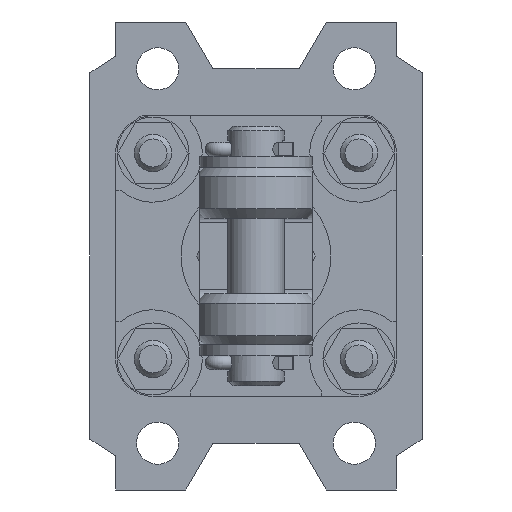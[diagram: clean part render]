
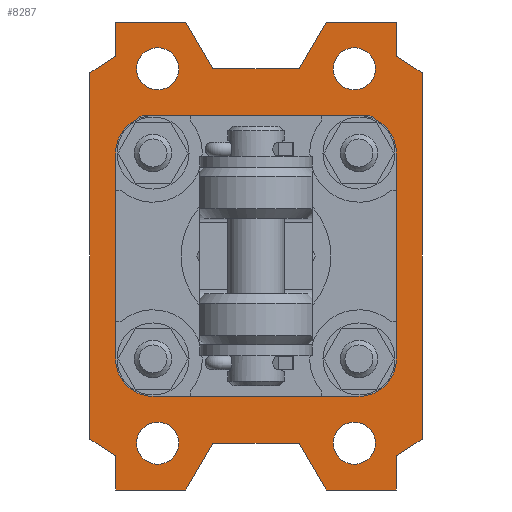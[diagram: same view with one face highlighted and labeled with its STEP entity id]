
A CAD part, left-side view. The second image highlights one B-rep face of the part: STEP entity #8287.
In plain terms, the highlighted face is planar.
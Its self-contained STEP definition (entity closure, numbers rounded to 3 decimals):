
#212=FACE_BOUND('',#1590,.T.);
#213=FACE_BOUND('',#1591,.T.);
#214=FACE_BOUND('',#1592,.T.);
#215=FACE_BOUND('',#1593,.T.);
#216=FACE_BOUND('',#1594,.T.);
#217=FACE_BOUND('',#1595,.T.);
#218=FACE_BOUND('',#1596,.T.);
#219=FACE_BOUND('',#1597,.T.);
#220=FACE_BOUND('',#1598,.T.);
#472=PLANE('',#9215);
#1046=FACE_OUTER_BOUND('',#1589,.T.);
#1589=EDGE_LOOP('',(#7376,#7377,#7378,#7379,#7380,#7381,#7382,#7383,#7384,
#7385,#7386,#7387,#7388,#7389,#7390,#7391,#7392,#7393,#7394,#7395));
#1590=EDGE_LOOP('',(#7396));
#1591=EDGE_LOOP('',(#7397));
#1592=EDGE_LOOP('',(#7398));
#1593=EDGE_LOOP('',(#7399));
#1594=EDGE_LOOP('',(#7400));
#1595=EDGE_LOOP('',(#7401));
#1596=EDGE_LOOP('',(#7402));
#1597=EDGE_LOOP('',(#7403));
#1598=EDGE_LOOP('',(#7404));
#2287=LINE('',#14143,#3071);
#2294=LINE('',#14162,#3078);
#2297=LINE('',#14167,#3081);
#2299=LINE('',#14172,#3083);
#2300=LINE('',#14174,#3084);
#2301=LINE('',#14176,#3085);
#2302=LINE('',#14178,#3086);
#2303=LINE('',#14180,#3087);
#2304=LINE('',#14182,#3088);
#2305=LINE('',#14184,#3089);
#2306=LINE('',#14186,#3090);
#2307=LINE('',#14188,#3091);
#2308=LINE('',#14190,#3092);
#2309=LINE('',#14192,#3093);
#2310=LINE('',#14194,#3094);
#2311=LINE('',#14196,#3095);
#2312=LINE('',#14198,#3096);
#2313=LINE('',#14200,#3097);
#2314=LINE('',#14202,#3098);
#2315=LINE('',#14203,#3099);
#3071=VECTOR('',#11258,10.);
#3078=VECTOR('',#11275,10.);
#3081=VECTOR('',#11280,10.);
#3083=VECTOR('',#11286,10.);
#3084=VECTOR('',#11287,10.);
#3085=VECTOR('',#11288,10.);
#3086=VECTOR('',#11289,10.);
#3087=VECTOR('',#11290,10.);
#3088=VECTOR('',#11291,10.);
#3089=VECTOR('',#11292,10.);
#3090=VECTOR('',#11293,10.);
#3091=VECTOR('',#11294,10.);
#3092=VECTOR('',#11295,10.);
#3093=VECTOR('',#11296,10.);
#3094=VECTOR('',#11297,10.);
#3095=VECTOR('',#11298,10.);
#3096=VECTOR('',#11299,10.);
#3097=VECTOR('',#11300,10.);
#3098=VECTOR('',#11301,10.);
#3099=VECTOR('',#11302,10.);
#3520=CIRCLE('',#9156,4.);
#3525=CIRCLE('',#9166,4.);
#3530=CIRCLE('',#9176,4.);
#3535=CIRCLE('',#9186,4.);
#3540=CIRCLE('',#9196,4.5);
#3542=CIRCLE('',#9199,4.5);
#3544=CIRCLE('',#9202,4.5);
#3546=CIRCLE('',#9205,4.5);
#3550=CIRCLE('',#9216,16.);
#4162=VERTEX_POINT('',#14036);
#4167=VERTEX_POINT('',#14054);
#4172=VERTEX_POINT('',#14072);
#4177=VERTEX_POINT('',#14090);
#4182=VERTEX_POINT('',#14108);
#4184=VERTEX_POINT('',#14114);
#4186=VERTEX_POINT('',#14120);
#4188=VERTEX_POINT('',#14126);
#4190=VERTEX_POINT('',#14132);
#4195=VERTEX_POINT('',#14141);
#4201=VERTEX_POINT('',#14159);
#4202=VERTEX_POINT('',#14161);
#4204=VERTEX_POINT('',#14171);
#4205=VERTEX_POINT('',#14173);
#4206=VERTEX_POINT('',#14175);
#4207=VERTEX_POINT('',#14177);
#4208=VERTEX_POINT('',#14179);
#4209=VERTEX_POINT('',#14181);
#4210=VERTEX_POINT('',#14183);
#4211=VERTEX_POINT('',#14185);
#4212=VERTEX_POINT('',#14187);
#4213=VERTEX_POINT('',#14189);
#4214=VERTEX_POINT('',#14191);
#4215=VERTEX_POINT('',#14193);
#4216=VERTEX_POINT('',#14195);
#4217=VERTEX_POINT('',#14197);
#4218=VERTEX_POINT('',#14199);
#4219=VERTEX_POINT('',#14201);
#4220=VERTEX_POINT('',#14204);
#5232=EDGE_CURVE('',#4162,#4162,#3520,.T.);
#5240=EDGE_CURVE('',#4167,#4167,#3525,.T.);
#5248=EDGE_CURVE('',#4172,#4172,#3530,.T.);
#5256=EDGE_CURVE('',#4177,#4177,#3535,.T.);
#5264=EDGE_CURVE('',#4182,#4182,#3540,.T.);
#5267=EDGE_CURVE('',#4184,#4184,#3542,.T.);
#5270=EDGE_CURVE('',#4186,#4186,#3544,.T.);
#5273=EDGE_CURVE('',#4188,#4188,#3546,.T.);
#5281=EDGE_CURVE('',#4190,#4195,#2287,.T.);
#5290=EDGE_CURVE('',#4202,#4201,#2294,.T.);
#5293=EDGE_CURVE('',#4195,#4202,#2297,.T.);
#5295=EDGE_CURVE('',#4201,#4204,#2299,.T.);
#5296=EDGE_CURVE('',#4204,#4205,#2300,.T.);
#5297=EDGE_CURVE('',#4205,#4206,#2301,.T.);
#5298=EDGE_CURVE('',#4206,#4207,#2302,.T.);
#5299=EDGE_CURVE('',#4207,#4208,#2303,.T.);
#5300=EDGE_CURVE('',#4208,#4209,#2304,.T.);
#5301=EDGE_CURVE('',#4209,#4210,#2305,.T.);
#5302=EDGE_CURVE('',#4210,#4211,#2306,.T.);
#5303=EDGE_CURVE('',#4211,#4212,#2307,.T.);
#5304=EDGE_CURVE('',#4212,#4213,#2308,.T.);
#5305=EDGE_CURVE('',#4213,#4214,#2309,.T.);
#5306=EDGE_CURVE('',#4214,#4215,#2310,.T.);
#5307=EDGE_CURVE('',#4215,#4216,#2311,.T.);
#5308=EDGE_CURVE('',#4216,#4217,#2312,.T.);
#5309=EDGE_CURVE('',#4217,#4218,#2313,.T.);
#5310=EDGE_CURVE('',#4218,#4219,#2314,.T.);
#5311=EDGE_CURVE('',#4219,#4190,#2315,.T.);
#5312=EDGE_CURVE('',#4220,#4220,#3550,.T.);
#7376=ORIENTED_EDGE('',*,*,#5295,.T.);
#7377=ORIENTED_EDGE('',*,*,#5296,.T.);
#7378=ORIENTED_EDGE('',*,*,#5297,.T.);
#7379=ORIENTED_EDGE('',*,*,#5298,.T.);
#7380=ORIENTED_EDGE('',*,*,#5299,.T.);
#7381=ORIENTED_EDGE('',*,*,#5300,.T.);
#7382=ORIENTED_EDGE('',*,*,#5301,.T.);
#7383=ORIENTED_EDGE('',*,*,#5302,.T.);
#7384=ORIENTED_EDGE('',*,*,#5303,.T.);
#7385=ORIENTED_EDGE('',*,*,#5304,.T.);
#7386=ORIENTED_EDGE('',*,*,#5305,.T.);
#7387=ORIENTED_EDGE('',*,*,#5306,.T.);
#7388=ORIENTED_EDGE('',*,*,#5307,.T.);
#7389=ORIENTED_EDGE('',*,*,#5308,.T.);
#7390=ORIENTED_EDGE('',*,*,#5309,.T.);
#7391=ORIENTED_EDGE('',*,*,#5310,.T.);
#7392=ORIENTED_EDGE('',*,*,#5311,.T.);
#7393=ORIENTED_EDGE('',*,*,#5281,.T.);
#7394=ORIENTED_EDGE('',*,*,#5293,.T.);
#7395=ORIENTED_EDGE('',*,*,#5290,.T.);
#7396=ORIENTED_EDGE('',*,*,#5232,.T.);
#7397=ORIENTED_EDGE('',*,*,#5240,.T.);
#7398=ORIENTED_EDGE('',*,*,#5248,.T.);
#7399=ORIENTED_EDGE('',*,*,#5256,.T.);
#7400=ORIENTED_EDGE('',*,*,#5264,.T.);
#7401=ORIENTED_EDGE('',*,*,#5267,.T.);
#7402=ORIENTED_EDGE('',*,*,#5270,.T.);
#7403=ORIENTED_EDGE('',*,*,#5273,.T.);
#7404=ORIENTED_EDGE('',*,*,#5312,.T.);
#8287=ADVANCED_FACE('',(#1046,#212,#213,#214,#215,#216,#217,#218,#219,#220),
#472,.T.);
#9156=AXIS2_PLACEMENT_3D('',#14037,#11133,#11134);
#9166=AXIS2_PLACEMENT_3D('',#14055,#11156,#11157);
#9176=AXIS2_PLACEMENT_3D('',#14073,#11179,#11180);
#9186=AXIS2_PLACEMENT_3D('',#14091,#11202,#11203);
#9196=AXIS2_PLACEMENT_3D('',#14109,#11225,#11226);
#9199=AXIS2_PLACEMENT_3D('',#14115,#11232,#11233);
#9202=AXIS2_PLACEMENT_3D('',#14121,#11239,#11240);
#9205=AXIS2_PLACEMENT_3D('',#14127,#11246,#11247);
#9215=AXIS2_PLACEMENT_3D('',#14170,#11284,#11285);
#9216=AXIS2_PLACEMENT_3D('',#14205,#11303,#11304);
#11133=DIRECTION('center_axis',(-1.,0.,0.));
#11134=DIRECTION('ref_axis',(0.,-1.,0.));
#11156=DIRECTION('center_axis',(-1.,0.,0.));
#11157=DIRECTION('ref_axis',(0.,-1.,0.));
#11179=DIRECTION('center_axis',(-1.,0.,0.));
#11180=DIRECTION('ref_axis',(0.,-1.,0.));
#11202=DIRECTION('center_axis',(-1.,0.,0.));
#11203=DIRECTION('ref_axis',(0.,-1.,0.));
#11225=DIRECTION('center_axis',(-1.,0.,0.));
#11226=DIRECTION('ref_axis',(0.,0.,-1.));
#11232=DIRECTION('center_axis',(-1.,0.,0.));
#11233=DIRECTION('ref_axis',(0.,0.,-1.));
#11239=DIRECTION('center_axis',(-1.,0.,0.));
#11240=DIRECTION('ref_axis',(0.,0.,-1.));
#11246=DIRECTION('center_axis',(-1.,0.,0.));
#11247=DIRECTION('ref_axis',(0.,0.,-1.));
#11258=DIRECTION('',(0.,0.,1.));
#11275=DIRECTION('',(0.,-0.5,-0.866));
#11280=DIRECTION('',(0.,-1.,0.));
#11284=DIRECTION('center_axis',(1.,0.,0.));
#11285=DIRECTION('ref_axis',(0.,0.,-1.));
#11286=DIRECTION('',(0.,-1.,0.));
#11287=DIRECTION('',(0.,-0.5,0.866));
#11288=DIRECTION('',(0.,-1.,0.));
#11289=DIRECTION('',(0.,0.,-1.));
#11290=DIRECTION('',(0.,-0.839,-0.545));
#11291=DIRECTION('',(0.,0.,-1.));
#11292=DIRECTION('',(0.,0.839,-0.545));
#11293=DIRECTION('',(0.,0.,-1.));
#11294=DIRECTION('',(0.,1.,0.));
#11295=DIRECTION('',(0.,0.5,0.866));
#11296=DIRECTION('',(0.,1.,0.));
#11297=DIRECTION('',(0.,0.5,-0.866));
#11298=DIRECTION('',(0.,1.,0.));
#11299=DIRECTION('',(0.,0.,1.));
#11300=DIRECTION('',(0.,0.839,0.545));
#11301=DIRECTION('',(0.,0.,1.));
#11302=DIRECTION('',(0.,-0.839,0.545));
#11303=DIRECTION('center_axis',(-1.,0.,0.));
#11304=DIRECTION('ref_axis',(0.,-1.,0.));
#14036=CARTESIAN_POINT('',(0.,-18.,22.));
#14037=CARTESIAN_POINT('Origin',(0.,-22.,22.));
#14054=CARTESIAN_POINT('',(0.,-18.,-22.));
#14055=CARTESIAN_POINT('Origin',(0.,-22.,-22.));
#14072=CARTESIAN_POINT('',(0.,26.,22.));
#14073=CARTESIAN_POINT('Origin',(0.,22.,22.));
#14090=CARTESIAN_POINT('',(0.,26.,-22.));
#14091=CARTESIAN_POINT('Origin',(0.,22.,-22.));
#14108=CARTESIAN_POINT('',(0.,-21.,44.5));
#14109=CARTESIAN_POINT('Origin',(0.,-21.,40.));
#14114=CARTESIAN_POINT('',(0.,-21.,-35.5));
#14115=CARTESIAN_POINT('Origin',(0.,-21.,-40.));
#14120=CARTESIAN_POINT('',(0.,21.,44.5));
#14121=CARTESIAN_POINT('Origin',(0.,21.,40.));
#14126=CARTESIAN_POINT('',(0.,21.,-35.5));
#14127=CARTESIAN_POINT('Origin',(0.,21.,-40.));
#14132=CARTESIAN_POINT('',(0.,30.,42.722));
#14141=CARTESIAN_POINT('',(0.,30.,50.));
#14143=CARTESIAN_POINT('',(0.,30.,32.5));
#14159=CARTESIAN_POINT('',(0.,9.226,40.));
#14161=CARTESIAN_POINT('',(0.,15.,50.));
#14162=CARTESIAN_POINT('',(0.,15.,50.));
#14167=CARTESIAN_POINT('',(0.,30.,50.));
#14170=CARTESIAN_POINT('Origin',(0.,0.,0.));
#14171=CARTESIAN_POINT('',(0.,-9.226,40.));
#14172=CARTESIAN_POINT('',(0.,30.,40.));
#14173=CARTESIAN_POINT('',(0.,-15.,50.));
#14174=CARTESIAN_POINT('',(0.,-8.36,38.5));
#14175=CARTESIAN_POINT('',(0.,-30.,50.));
#14176=CARTESIAN_POINT('',(0.,-15.,50.));
#14177=CARTESIAN_POINT('',(0.,-30.,42.722));
#14178=CARTESIAN_POINT('',(0.,-30.,50.));
#14179=CARTESIAN_POINT('',(0.,-35.5,39.15));
#14180=CARTESIAN_POINT('',(0.,-30.,42.722));
#14181=CARTESIAN_POINT('',(0.,-35.5,-39.15));
#14182=CARTESIAN_POINT('',(0.,-35.5,39.15));
#14183=CARTESIAN_POINT('',(0.,-30.,-42.722));
#14184=CARTESIAN_POINT('',(0.,-35.5,-39.15));
#14185=CARTESIAN_POINT('',(0.,-30.,-50.));
#14186=CARTESIAN_POINT('',(0.,-30.,-32.5));
#14187=CARTESIAN_POINT('',(0.,-15.,-50.));
#14188=CARTESIAN_POINT('',(0.,-30.,-50.));
#14189=CARTESIAN_POINT('',(0.,-9.226,-40.));
#14190=CARTESIAN_POINT('',(0.,-15.,-50.));
#14191=CARTESIAN_POINT('',(0.,9.226,-40.));
#14192=CARTESIAN_POINT('',(0.,-30.,-40.));
#14193=CARTESIAN_POINT('',(0.,15.,-50.));
#14194=CARTESIAN_POINT('',(0.,8.36,-38.5));
#14195=CARTESIAN_POINT('',(0.,30.,-50.));
#14196=CARTESIAN_POINT('',(0.,15.,-50.));
#14197=CARTESIAN_POINT('',(0.,30.,-42.722));
#14198=CARTESIAN_POINT('',(0.,30.,-50.));
#14199=CARTESIAN_POINT('',(0.,35.5,-39.15));
#14200=CARTESIAN_POINT('',(0.,30.,-42.722));
#14201=CARTESIAN_POINT('',(0.,35.5,39.15));
#14202=CARTESIAN_POINT('',(0.,35.5,-39.15));
#14203=CARTESIAN_POINT('',(0.,35.5,39.15));
#14204=CARTESIAN_POINT('',(0.,16.,0.));
#14205=CARTESIAN_POINT('Origin',(0.,0.,0.));
